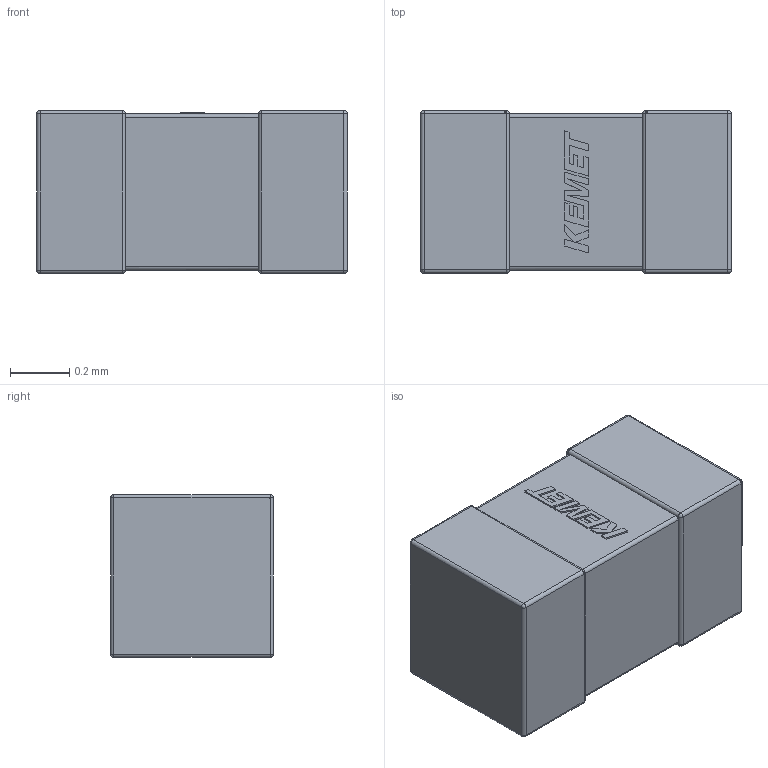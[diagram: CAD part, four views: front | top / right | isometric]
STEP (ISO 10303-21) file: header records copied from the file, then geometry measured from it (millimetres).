
FILE_DESCRIPTION(/* description */ (''),/* implementation_level */ '2;1');
FILE_NAME(/* name */ 'c0402.step',/* time_stamp */ '2020-09-06T16:04:58+02:00',/* author */ (''),/* organization */ (''),/* preprocessor_version */ 'ST-DEVELOPER v18.1',/* originating_system */ 'Autodesk Translation Framework v9.3.0.1241',/* authorisation */ '');
FILE_SCHEMA (('AUTOMOTIVE_DESIGN { 1 0 10303 214 3 1 1 }'));
Length unit declared in the file: millimetre
Products named in the file (2): (Unsaved); Component2
Assembly tree (1 placements, depth 2):
  (Unsaved)
    Component2
Bounding box: 1.05 x 0.55 x 0.55 mm (x, y, z)
Volume: 0.3 mm3; surface area: 2.9 mm2
Topology: 1 solids, 1 shells, 112 faces, 288 edges, 174 vertices
Faces by surface type: plane 68, cylinder 28, sphere 16
Entity records: 3597 total; most frequent: CARTESIAN_POINT 786, ORIENTED_EDGE 562, DIRECTION 551, EDGE_CURVE 281, LINE 209, VECTOR 209, VERTEX_POINT 174, AXIS2_PLACEMENT_3D 171
